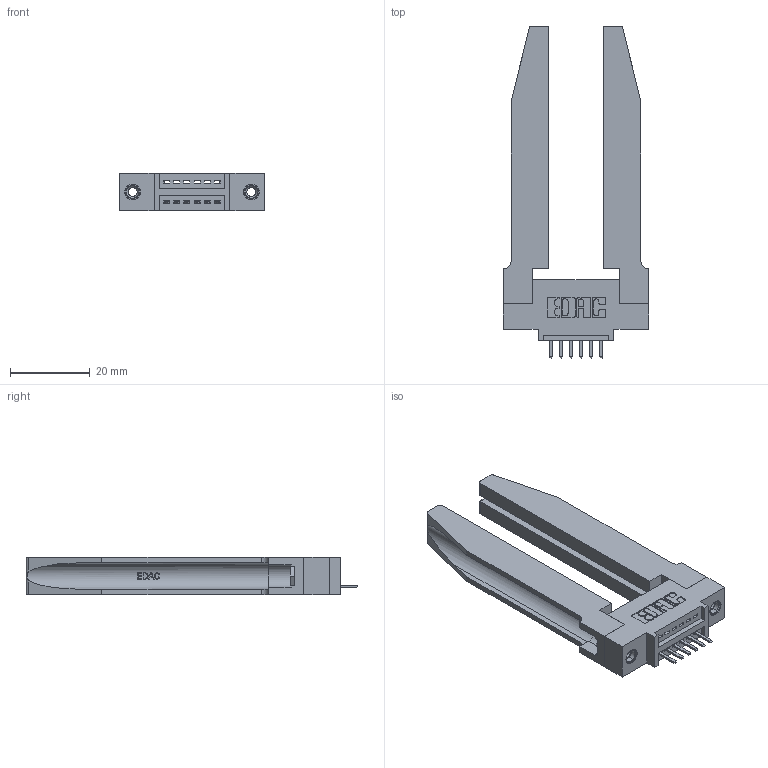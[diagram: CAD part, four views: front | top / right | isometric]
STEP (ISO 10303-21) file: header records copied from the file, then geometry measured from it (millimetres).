
FILE_DESCRIPTION (( 'STEP AP203' ), '1' );
FILE_NAME ('395-006-520-478.STEP', '2019-10-15T14:55:12', ( '' ), ( '' ), 'SwSTEP 2.0', 'SolidWorks 2016', '' );
FILE_SCHEMA (( 'CONFIG_CONTROL_DESIGN' ));
Length unit declared in the file: inch
Products named in the file (5): 395-006-520-478; 345-250-001_345-250-001-102; 345-220-078_345-220-078; 345 Part_0.110 Offset - 0.156 Dia-TH; 345-292-001_345-293-120
Assembly tree (11 placements, depth 2):
  395-006-520-478
    345 Part_0.110 Offset - 0.156 Dia-TH
    345-292-001_345-293-120  x6
    345-250-001_345-250-001-102  x2
    345-220-078_345-220-078  x2
Bounding box: 36.47 x 83.44 x 9.4 mm (x, y, z)
Volume: 10849.3 mm3; surface area: 10473.2 mm2
Topology: 11 solids, 11 shells, 736 faces, 2065 edges, 1350 vertices
Faces by surface type: plane 478, cylinder 206, bspline 36, cone 12, torus 4
Entity records: 14348 total; most frequent: CARTESIAN_POINT 3397, ORIENTED_EDGE 2222, DIRECTION 2013, EDGE_CURVE 1111, VECTOR 857, LINE 857, VERTEX_POINT 732, AXIS2_PLACEMENT_3D 578
